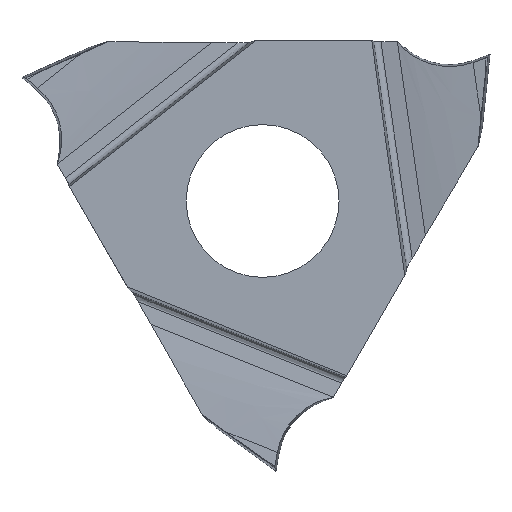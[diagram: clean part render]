
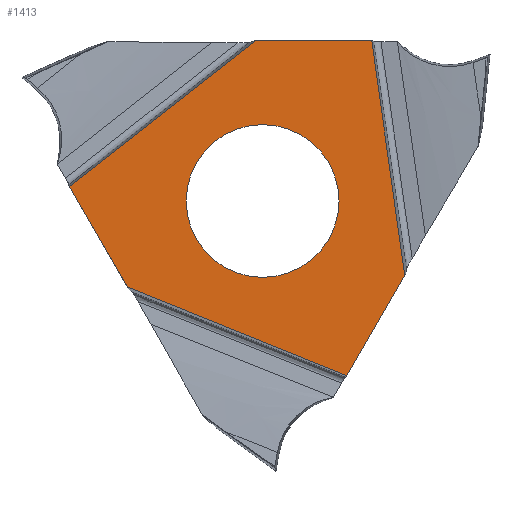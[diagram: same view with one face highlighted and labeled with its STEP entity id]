
A CAD part, left-side view. The second image highlights one B-rep face of the part: STEP entity #1413.
In plain terms, the highlighted planar face has unit normal (-1, 0, 0).
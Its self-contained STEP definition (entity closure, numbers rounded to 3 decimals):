
#19=DIRECTION('',(0.,-1.,0.));
#20=VECTOR('',#19,3.412);
#21=CARTESIAN_POINT('',(-3.18,0.197,4.72));
#22=LINE('',#21,#20);
#27=DIRECTION('',(0.,-0.139,-0.99));
#28=VECTOR('',#27,6.977);
#29=CARTESIAN_POINT('',(-3.18,-3.215,4.72));
#30=LINE('',#29,#28);
#34=DIRECTION('',(0.,0.5,-0.866));
#35=VECTOR('',#34,3.412);
#36=CARTESIAN_POINT('',(-3.18,-4.186,-2.19));
#37=LINE('',#36,#35);
#41=DIRECTION('',(0.,0.927,0.375));
#42=VECTOR('',#41,6.977);
#43=CARTESIAN_POINT('',(-3.18,-2.48,-5.144));
#44=LINE('',#43,#42);
#48=DIRECTION('',(0.,0.5,0.866));
#49=VECTOR('',#48,3.412);
#50=CARTESIAN_POINT('',(-3.18,3.989,-2.53));
#51=LINE('',#50,#49);
#55=DIRECTION('',(0.,-0.788,0.616));
#56=VECTOR('',#55,6.977);
#57=CARTESIAN_POINT('',(-3.18,5.695,0.424));
#58=LINE('',#57,#56);
#62=CARTESIAN_POINT('',(-3.18,0.,0.));
#63=DIRECTION('',(-1.,0.,0.));
#64=DIRECTION('',(0.,0.866,0.5));
#65=AXIS2_PLACEMENT_3D('',#62,#63,#64);
#70=CARTESIAN_POINT('',(-3.18,0.,0.));
#71=DIRECTION('',(-1.,0.,0.));
#72=DIRECTION('',(0.,-0.866,-0.5));
#73=AXIS2_PLACEMENT_3D('',#70,#71,#72);
#1237=CARTESIAN_POINT('',(-3.18,1.949,1.125));
#1238=CARTESIAN_POINT('',(-3.18,-1.949,-1.125));
#1239=VERTEX_POINT('',#1237);
#1240=VERTEX_POINT('',#1238);
#1297=CARTESIAN_POINT('',(-3.18,-3.215,4.72));
#1298=CARTESIAN_POINT('',(-3.18,-4.186,-2.19));
#1299=VERTEX_POINT('',#1297);
#1300=VERTEX_POINT('',#1298);
#1301=CARTESIAN_POINT('',(-3.18,-2.48,-5.144));
#1302=CARTESIAN_POINT('',(-3.18,3.989,-2.53));
#1303=VERTEX_POINT('',#1301);
#1304=VERTEX_POINT('',#1302);
#1305=CARTESIAN_POINT('',(-3.18,5.695,0.424));
#1306=CARTESIAN_POINT('',(-3.18,0.197,4.72));
#1307=VERTEX_POINT('',#1305);
#1308=VERTEX_POINT('',#1306);
#1388=CARTESIAN_POINT('',(-3.18,0.,0.));
#1389=DIRECTION('',(-1.,0.,0.));
#1390=DIRECTION('',(0.,0.5,-0.866));
#1391=AXIS2_PLACEMENT_3D('',#1388,#1389,#1390);
#1392=PLANE('',#1391);
#1394=ORIENTED_EDGE('',*,*,#1393,.T.);
#1396=ORIENTED_EDGE('',*,*,#1395,.T.);
#1398=ORIENTED_EDGE('',*,*,#1397,.T.);
#1400=ORIENTED_EDGE('',*,*,#1399,.T.);
#1402=ORIENTED_EDGE('',*,*,#1401,.T.);
#1404=ORIENTED_EDGE('',*,*,#1403,.T.);
#1405=EDGE_LOOP('',(#1394,#1396,#1398,#1400,#1402,#1404));
#1406=FACE_OUTER_BOUND('',#1405,.F.);
#1408=ORIENTED_EDGE('',*,*,#1407,.T.);
#1410=ORIENTED_EDGE('',*,*,#1409,.T.);
#1411=EDGE_LOOP('',(#1408,#1410));
#1412=FACE_BOUND('',#1411,.F.);
#66=CIRCLE('',#65,2.25);
#74=CIRCLE('',#73,2.25);
#1393=EDGE_CURVE('',#1308,#1299,#22,.T.);
#1395=EDGE_CURVE('',#1299,#1300,#30,.T.);
#1397=EDGE_CURVE('',#1300,#1303,#37,.T.);
#1399=EDGE_CURVE('',#1303,#1304,#44,.T.);
#1401=EDGE_CURVE('',#1304,#1307,#51,.T.);
#1403=EDGE_CURVE('',#1307,#1308,#58,.T.);
#1407=EDGE_CURVE('',#1239,#1240,#66,.T.);
#1409=EDGE_CURVE('',#1240,#1239,#74,.T.);
#1413=ADVANCED_FACE('',(#1406,#1412),#1392,.T.);
